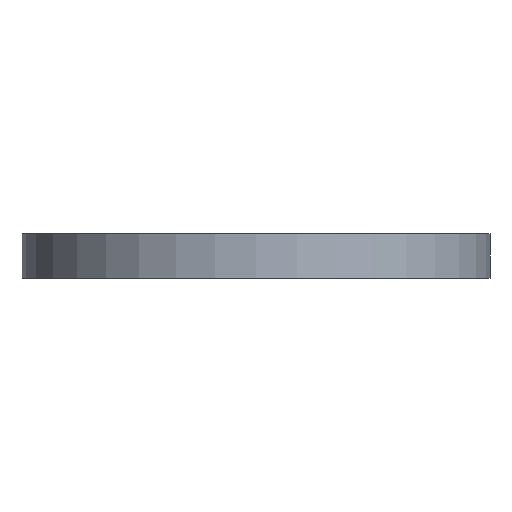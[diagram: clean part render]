
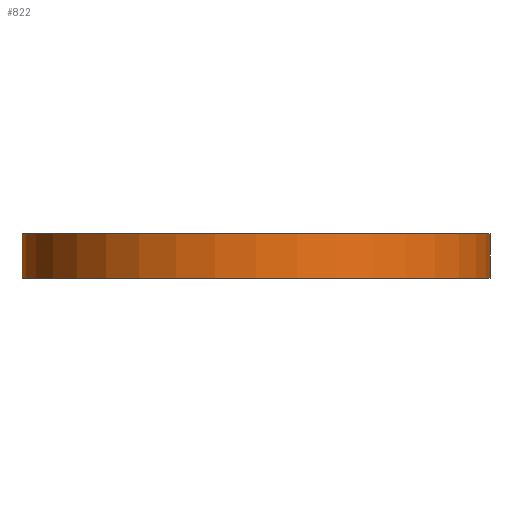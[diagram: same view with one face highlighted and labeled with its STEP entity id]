
A CAD part, front view. The second image highlights one B-rep face of the part: STEP entity #822.
In plain terms, the highlighted cylindrical face has radius 26.5 mm (diameter 53 mm), a partial arc.
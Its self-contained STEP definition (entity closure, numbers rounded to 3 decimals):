
#33 = CARTESIAN_POINT ( 'NONE',  ( -26.5, 0., 0. ) ) ;
#59 = LINE ( 'NONE', #582, #719 ) ;
#185 = CIRCLE ( 'NONE', #890, 26.5 ) ;
#238 = AXIS2_PLACEMENT_3D ( 'NONE', #454, #252, #246 ) ;
#246 = DIRECTION ( 'NONE',  ( 1., 0., 0. ) ) ;
#252 = DIRECTION ( 'NONE',  ( 0., 0., 1. ) ) ;
#276 = CIRCLE ( 'NONE', #238, 26.5 ) ;
#277 = ORIENTED_EDGE ( 'NONE', *, *, #947, .F. ) ;
#363 = CARTESIAN_POINT ( 'NONE',  ( 0., 0., 5. ) ) ;
#385 = CARTESIAN_POINT ( 'NONE',  ( 26.5, 0., 0. ) ) ;
#423 = CARTESIAN_POINT ( 'NONE',  ( 26.5, 0., 5. ) ) ;
#454 = CARTESIAN_POINT ( 'NONE',  ( 0., 0., 5. ) ) ;
#456 = DIRECTION ( 'NONE',  ( 0., 0., -1. ) ) ;
#496 = DIRECTION ( 'NONE',  ( 0., 0., -1. ) ) ;
#548 = VERTEX_POINT ( 'NONE', #423 ) ;
#551 = VECTOR ( 'NONE', #791, 1000. ) ;
#552 = EDGE_LOOP ( 'NONE', ( #277, #787, #909, #1104 ) ) ;
#582 = CARTESIAN_POINT ( 'NONE',  ( 26.5, 0., 5. ) ) ;
#589 = VERTEX_POINT ( 'NONE', #33 ) ;
#608 = CYLINDRICAL_SURFACE ( 'NONE', #801, 26.5 ) ;
#719 = VECTOR ( 'NONE', #496, 1000. ) ;
#754 = EDGE_CURVE ( 'NONE', #589, #984, #185, .T. ) ;
#770 = LINE ( 'NONE', #800, #551 ) ;
#773 = DIRECTION ( 'NONE',  ( -1., 0., 0. ) ) ;
#787 = ORIENTED_EDGE ( 'NONE', *, *, #1202, .F. ) ;
#791 = DIRECTION ( 'NONE',  ( 0., 0., -1. ) ) ;
#800 = CARTESIAN_POINT ( 'NONE',  ( -26.5, 0., 5. ) ) ;
#801 = AXIS2_PLACEMENT_3D ( 'NONE', #363, #456, #773 ) ;
#822 = ADVANCED_FACE ( 'NONE', ( #1002 ), #608, .T. ) ;
#857 = DIRECTION ( 'NONE',  ( 0., 0., 1. ) ) ;
#890 = AXIS2_PLACEMENT_3D ( 'NONE', #1258, #857, #1033 ) ;
#909 = ORIENTED_EDGE ( 'NONE', *, *, #922, .T. ) ;
#922 = EDGE_CURVE ( 'NONE', #1089, #589, #770, .T. ) ;
#947 = EDGE_CURVE ( 'NONE', #548, #984, #59, .T. ) ;
#984 = VERTEX_POINT ( 'NONE', #385 ) ;
#1002 = FACE_OUTER_BOUND ( 'NONE', #552, .T. ) ;
#1004 = CARTESIAN_POINT ( 'NONE',  ( -26.5, 0., 5. ) ) ;
#1033 = DIRECTION ( 'NONE',  ( 1., 0., 0. ) ) ;
#1089 = VERTEX_POINT ( 'NONE', #1004 ) ;
#1104 = ORIENTED_EDGE ( 'NONE', *, *, #754, .T. ) ;
#1202 = EDGE_CURVE ( 'NONE', #1089, #548, #276, .T. ) ;
#1258 = CARTESIAN_POINT ( 'NONE',  ( 0., 0., 0. ) ) ;
